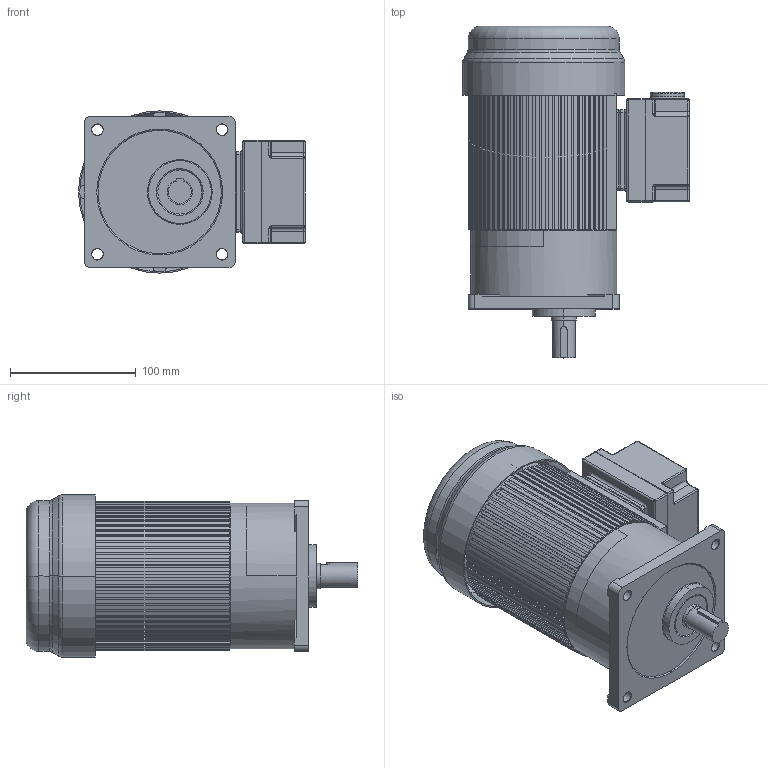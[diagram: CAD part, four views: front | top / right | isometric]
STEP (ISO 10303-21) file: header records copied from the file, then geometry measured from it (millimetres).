
FILE_DESCRIPTION((''),'2;1');
FILE_NAME('GH18-100W-S_ASM','2022-02-24T',('gkkg'),(''),'PRO/ENGINEER BY PARAMETRIC TECHNOLOGY CORPORATION, 2010280','PRO/ENGINEER BY PARAMETRIC TECHNOLOGY CORPORATION, 2010280','');
FILE_SCHEMA(('CONFIG_CONTROL_DESIGN'));
Products named in the file (16): GH18-100-_ASM_2_ASM_ASM; 110_108; 110; 127-55; GH18-100-S_ASM_ASM; PRT0007; ASM0006_ASM; ASM0003_ASM_ASM; PRT0008; ASM0002_ASM_ASM; ASM0004_ASM; PRT0009; ASM0005_ASM_ASM; GV18-100S_ASM_ASM; GV18_ASM; GH18-100W-S_ASM
Assembly tree (15 placements, depth 6):
  GH18-100W-S_ASM
    GH18-100-S_ASM_ASM
      GH18-100-_ASM_2_ASM_ASM
      110_108
      110
      127-55
    ASM0004_ASM
      ASM0002_ASM_ASM
        ASM0003_ASM_ASM
          ASM0006_ASM
            PRT0007
        PRT0008
    GV18_ASM
      GV18-100S_ASM_ASM
        ASM0005_ASM_ASM
          PRT0009
Bounding box: 180.3 x 263.71 x 129 mm (x, y, z)
Volume: 817738.8 mm3; surface area: 399307.6 mm2
Topology: 6 solids, 10 shells, 3204 faces, 9162 edges, 5987 vertices
Faces by surface type: plane 2031, cylinder 732, torus 299, bspline 108, cone 28, sphere 6
Entity records: 110741 total; most frequent: CARTESIAN_POINT 25037, ORIENTED_EDGE 18312, DIRECTION 17532, EDGE_CURVE 9156, VECTOR 6514, LINE 6514, VERTEX_POINT 5987, AXIS2_PLACEMENT_3D 5509
